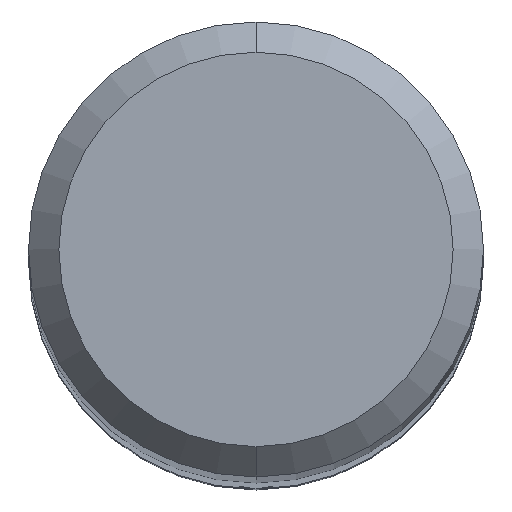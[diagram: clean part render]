
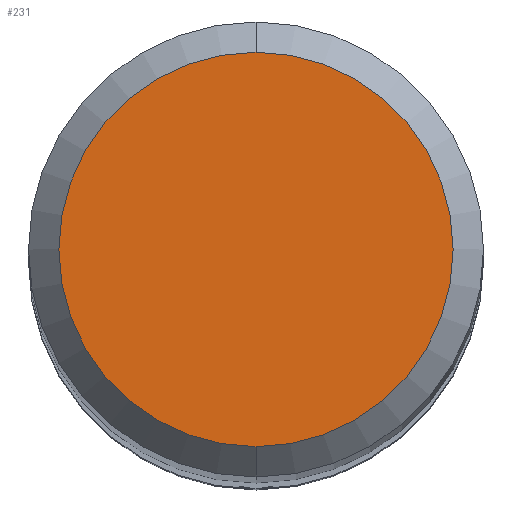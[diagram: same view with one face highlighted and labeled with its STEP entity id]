
A CAD part, top view. The second image highlights one B-rep face of the part: STEP entity #231.
In plain terms, the highlighted planar face has unit normal (0, 0, 1).
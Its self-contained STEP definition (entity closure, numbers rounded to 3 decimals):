
#231=ADVANCED_FACE('',(#572),#573,.T.);
#259=EDGE_CURVE('',#451,#385,#605,.T.);
#263=EDGE_CURVE('',#385,#451,#609,.T.);
#385=VERTEX_POINT('',#741);
#451=VERTEX_POINT('',#813);
#572=FACE_OUTER_BOUND('',#970,.T.);
#573=PLANE('',#971);
#605=CIRCLE('',#1038,2.6);
#609=CIRCLE('',#1044,2.6);
#741=CARTESIAN_POINT('',(0.,-2.6,0.0));
#813=CARTESIAN_POINT('',(0.0,2.6,0.0));
#970=EDGE_LOOP('',(#1638,#1639));
#971=AXIS2_PLACEMENT_3D('',#1640,#1641,#1642);
#1038=AXIS2_PLACEMENT_3D('',#1685,#1686,#1687);
#1044=AXIS2_PLACEMENT_3D('',#1691,#1692,#1693);
#1638=ORIENTED_EDGE('',*,*,#259,.F.);
#1639=ORIENTED_EDGE('',*,*,#263,.F.);
#1640=CARTESIAN_POINT('',(0.0,1.3,0.0));
#1641=DIRECTION('',(-0.0,0.0,1.0));
#1642=DIRECTION('',(0.0,-1.0,0.0));
#1685=CARTESIAN_POINT('',(0.0,0.0,0.0));
#1686=DIRECTION('',(0.0,0.0,-1.0));
#1687=DIRECTION('',(0.0,1.0,0.0));
#1691=CARTESIAN_POINT('',(0.0,0.0,0.0));
#1692=DIRECTION('',(0.0,0.0,-1.0));
#1693=DIRECTION('',(0.0,1.0,0.0));
